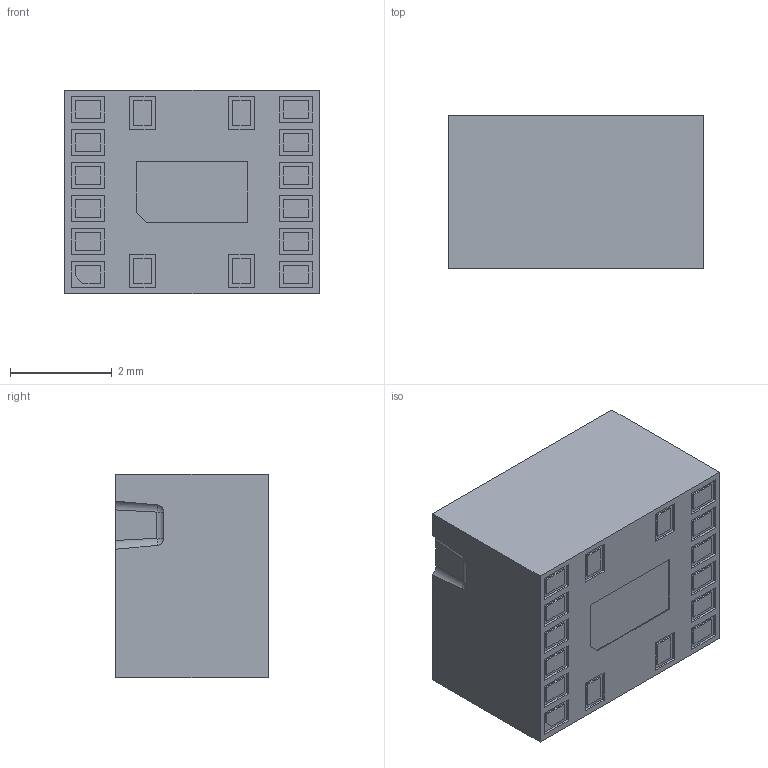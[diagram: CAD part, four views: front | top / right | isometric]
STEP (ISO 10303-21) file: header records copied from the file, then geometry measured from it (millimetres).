
FILE_DESCRIPTION (( 'STEP AP203' ), '1' );
FILE_NAME ('PAA3905_Assembly.STEP', '2020-07-28T05:45:15', ( 'PXI' ), ( '' ), 'SwSTEP 2.0', 'SolidWorks 2013', '' );
FILE_SCHEMA (( 'CONFIG_CONTROL_DESIGN' ));
Length unit declared in the file: millimetre
Products named in the file (1): PAA3905_Assembly
Bounding box: 5 x 3 x 4 mm (x, y, z)
Volume: 50.5 mm3; surface area: 179.9 mm2
Topology: 2 solids, 2 shells, 420 faces, 1025 edges, 673 vertices
Faces by surface type: plane 336, cylinder 60, cone 16, sphere 4, torus 4
Entity records: 12270 total; most frequent: CARTESIAN_POINT 2188, ORIENTED_EDGE 2050, DIRECTION 2005, EDGE_CURVE 1025, VECTOR 841, LINE 841, VERTEX_POINT 673, AXIS2_PLACEMENT_3D 582
